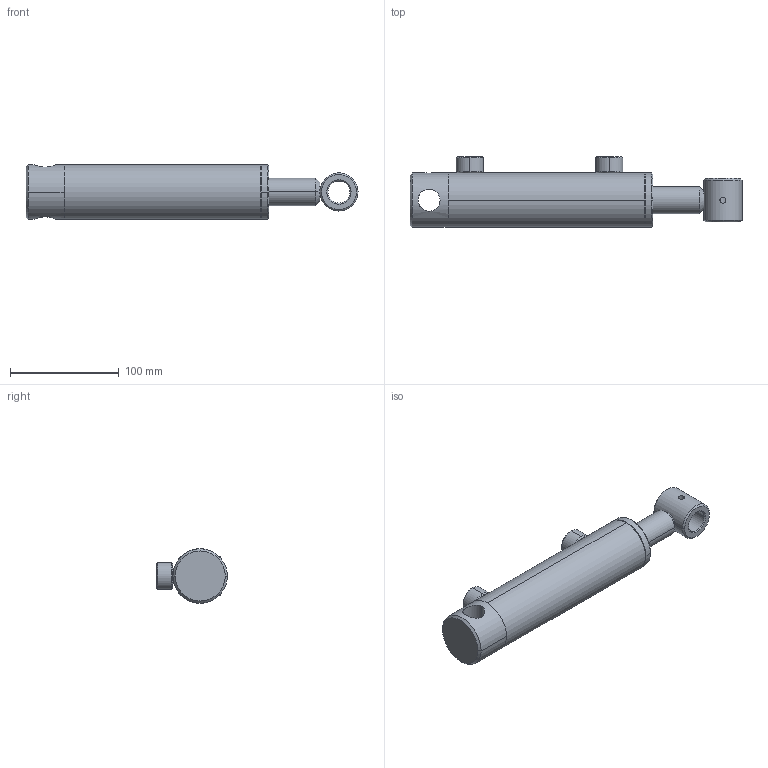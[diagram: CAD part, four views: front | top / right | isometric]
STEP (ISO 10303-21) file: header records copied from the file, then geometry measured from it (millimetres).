
FILE_DESCRIPTION (( 'STEP AP203' ), '1' );
FILE_NAME ('701-1.STEP', '2014-07-15T12:28:03', ( '' ), ( '' ), 'SwSTEP 2.0', 'SolidWorks 2014', '' );
FILE_SCHEMA (( 'CONFIG_CONTROL_DESIGN' ));
Length unit declared in the file: millimetre
Products named in the file (8): P701^701-1; D701^701-1; Boden^701-1; Rohr^701-1; 701-1; Stange^701-1; ET701; AL38
Assembly tree (8 placements, depth 2):
  701-1
    Rohr^701-1
    Stange^701-1
    AL38  x2
    D701^701-1
    P701^701-1
    Boden^701-1
    ET701
Bounding box: 305 x 65 x 50 mm (x, y, z)
Volume: 385708.8 mm3; surface area: 115804.3 mm2
Topology: 8 solids, 8 shells, 113 faces, 235 edges, 142 vertices
Faces by surface type: cylinder 50, cone 36, plane 21, torus 6
Entity records: 4223 total; most frequent: CARTESIAN_POINT 1145, DIRECTION 515, ORIENTED_EDGE 414, AXIS2_PLACEMENT_3D 220, EDGE_CURVE 207, VERTEX_POINT 126, EDGE_LOOP 123, CIRCLE 110
